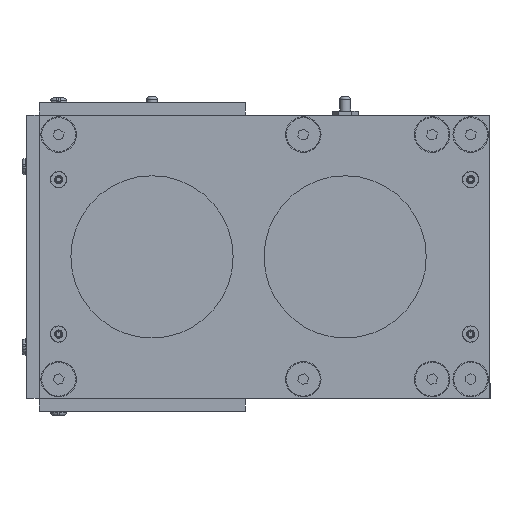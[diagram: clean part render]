
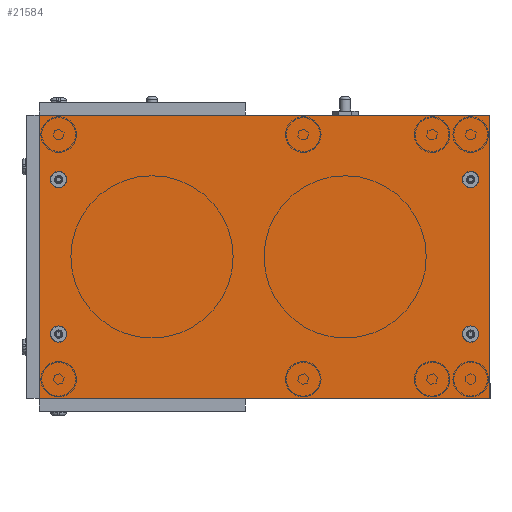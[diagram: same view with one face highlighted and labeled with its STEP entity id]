
A CAD part, left-side view. The second image highlights one B-rep face of the part: STEP entity #21584.
In plain terms, the highlighted planar face has unit normal (-1, 0, 0).
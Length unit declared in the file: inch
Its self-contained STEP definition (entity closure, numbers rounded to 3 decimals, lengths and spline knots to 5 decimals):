
#475=LINE('',#34568,#2263);
#479=LINE('',#34576,#2267);
#482=LINE('',#34582,#2270);
#485=LINE('',#34587,#2273);
#2263=VECTOR('',#26935,8.75);
#2267=VECTOR('',#26941,5.5);
#2270=VECTOR('',#26946,8.75);
#2273=VECTOR('',#26951,5.5);
#3822=PLANE('',#23544);
#5063=FACE_BOUND('',#8415,.T.);
#5064=FACE_BOUND('',#8416,.T.);
#5065=FACE_BOUND('',#8417,.T.);
#5066=FACE_BOUND('',#8418,.T.);
#5787=CIRCLE('',#23521,0.16);
#5790=CIRCLE('',#23526,0.16);
#5793=CIRCLE('',#23531,0.16);
#5796=CIRCLE('',#23536,0.16);
#6625=FACE_OUTER_BOUND('',#8414,.T.);
#8414=EDGE_LOOP('',(#15992,#15993,#15994,#15995));
#8415=EDGE_LOOP('',(#15996));
#8416=EDGE_LOOP('',(#15997));
#8417=EDGE_LOOP('',(#15998));
#8418=EDGE_LOOP('',(#15999));
#10385=VERTEX_POINT('',#34534);
#10388=VERTEX_POINT('',#34542);
#10391=VERTEX_POINT('',#34550);
#10394=VERTEX_POINT('',#34558);
#10397=VERTEX_POINT('',#34566);
#10398=VERTEX_POINT('',#34567);
#10401=VERTEX_POINT('',#34575);
#10403=VERTEX_POINT('',#34581);
#12508=EDGE_CURVE('',#10385,#10385,#5787,.T.);
#12511=EDGE_CURVE('',#10388,#10388,#5790,.T.);
#12514=EDGE_CURVE('',#10391,#10391,#5793,.T.);
#12517=EDGE_CURVE('',#10394,#10394,#5796,.T.);
#12520=EDGE_CURVE('',#10397,#10398,#475,.T.);
#12524=EDGE_CURVE('',#10398,#10401,#479,.T.);
#12527=EDGE_CURVE('',#10401,#10403,#482,.T.);
#12530=EDGE_CURVE('',#10403,#10397,#485,.T.);
#15992=ORIENTED_EDGE('',*,*,#12520,.F.);
#15993=ORIENTED_EDGE('',*,*,#12530,.F.);
#15994=ORIENTED_EDGE('',*,*,#12527,.F.);
#15995=ORIENTED_EDGE('',*,*,#12524,.F.);
#15996=ORIENTED_EDGE('',*,*,#12508,.T.);
#15997=ORIENTED_EDGE('',*,*,#12511,.T.);
#15998=ORIENTED_EDGE('',*,*,#12514,.T.);
#15999=ORIENTED_EDGE('',*,*,#12517,.T.);
#21584=ADVANCED_FACE('',(#6625,#5063,#5064,#5065,#5066),#3822,.T.);
#23521=AXIS2_PLACEMENT_3D('',#34535,#26895,#26896);
#23526=AXIS2_PLACEMENT_3D('',#34543,#26905,#26906);
#23531=AXIS2_PLACEMENT_3D('',#34551,#26915,#26916);
#23536=AXIS2_PLACEMENT_3D('',#34559,#26925,#26926);
#23544=AXIS2_PLACEMENT_3D('',#34589,#26953,#26954);
#26895=DIRECTION('center_axis',(1.,0.,0.));
#26896=DIRECTION('ref_axis',(0.,-1.,0.));
#26905=DIRECTION('center_axis',(1.,0.,0.));
#26906=DIRECTION('ref_axis',(0.,-1.,0.));
#26915=DIRECTION('center_axis',(1.,0.,0.));
#26916=DIRECTION('ref_axis',(0.,-1.,0.));
#26925=DIRECTION('center_axis',(1.,0.,0.));
#26926=DIRECTION('ref_axis',(0.,-1.,0.));
#26935=DIRECTION('',(0.,1.,0.));
#26941=DIRECTION('',(0.,0.,1.));
#26946=DIRECTION('',(0.,-1.,0.));
#26951=DIRECTION('',(0.,0.,-1.));
#26953=DIRECTION('center_axis',(-1.,0.,0.));
#26954=DIRECTION('ref_axis',(0.,-1.,0.));
#34534=CARTESIAN_POINT('',(-28.5,0.215,-1.25));
#34535=CARTESIAN_POINT('Origin',(-28.5,0.375,-1.25));
#34542=CARTESIAN_POINT('',(-28.5,8.215,-1.25));
#34543=CARTESIAN_POINT('Origin',(-28.5,8.375,-1.25));
#34550=CARTESIAN_POINT('',(-28.5,8.215,-4.25));
#34551=CARTESIAN_POINT('Origin',(-28.5,8.375,-4.25));
#34558=CARTESIAN_POINT('',(-28.5,0.215,-4.25));
#34559=CARTESIAN_POINT('Origin',(-28.5,0.375,-4.25));
#34566=CARTESIAN_POINT('',(-28.5,0.,-5.5));
#34567=CARTESIAN_POINT('',(-28.5,8.75,-5.5));
#34568=CARTESIAN_POINT('',(-28.5,0.,-5.5));
#34575=CARTESIAN_POINT('',(-28.5,8.75,0.));
#34576=CARTESIAN_POINT('',(-28.5,8.75,-5.5));
#34581=CARTESIAN_POINT('',(-28.5,0.,0.));
#34582=CARTESIAN_POINT('',(-28.5,8.75,0.));
#34587=CARTESIAN_POINT('',(-28.5,0.,0.));
#34589=CARTESIAN_POINT('Origin',(-28.5,4.375,-2.75));
